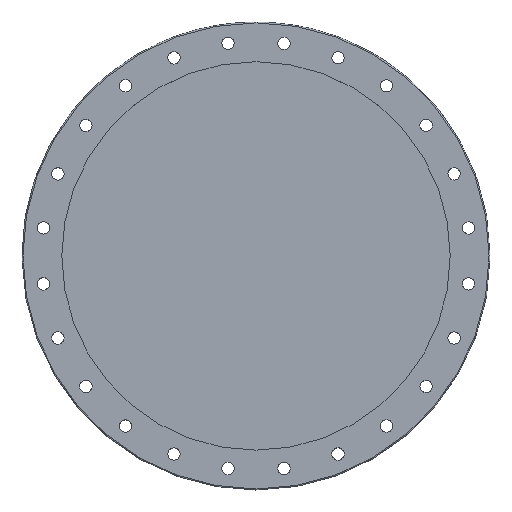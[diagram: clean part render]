
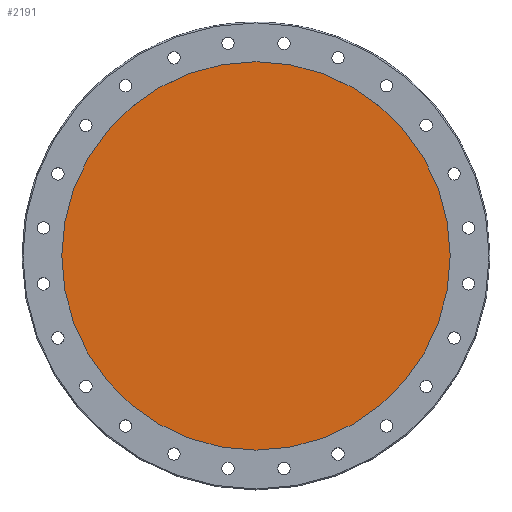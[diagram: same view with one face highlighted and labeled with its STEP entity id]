
A CAD part, top view. The second image highlights one B-rep face of the part: STEP entity #2191.
In plain terms, the highlighted face is planar.
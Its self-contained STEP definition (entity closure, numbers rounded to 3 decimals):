
#2151=CARTESIAN_POINT('',(110.55,0.,0.0));
#2152=VERTEX_POINT('',#2151);
#2153=CARTESIAN_POINT('',(0.0,0.0,0.0));
#2154=DIRECTION('',(0.0,0.0,1.0));
#2155=DIRECTION('',(-1.0,0.0,0.0));
#2156=AXIS2_PLACEMENT_3D('',#2153,#2154,#2155);
#2157=CIRCLE('',#2156,110.55);
#2158=EDGE_CURVE('',#2152,#2152,#2157,.T.);
#2183=CARTESIAN_POINT('',(0.0,0.0,0.0));
#2184=DIRECTION('',(0.0,0.0,-1.0));
#2185=DIRECTION('',(-1.0,0.0,0.0));
#2186=AXIS2_PLACEMENT_3D('',#2183,#2184,#2185);
#2187=PLANE('',#2186);
#2188=ORIENTED_EDGE('',*,*,#2158,.F.);
#2189=EDGE_LOOP('',(#2188));
#2190=FACE_OUTER_BOUND('',#2189,.T.);
#2191=ADVANCED_FACE('',(#2190),#2187,.T.);
